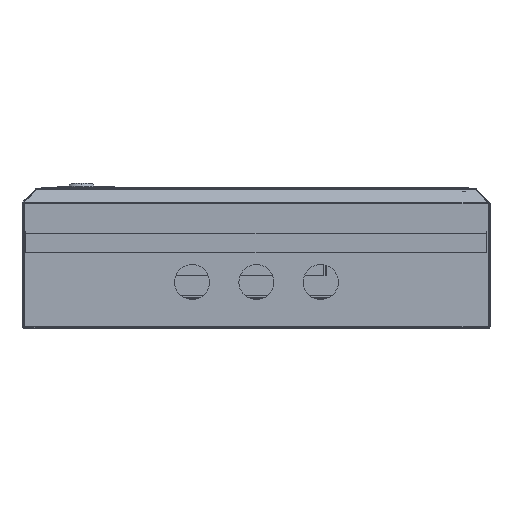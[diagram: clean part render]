
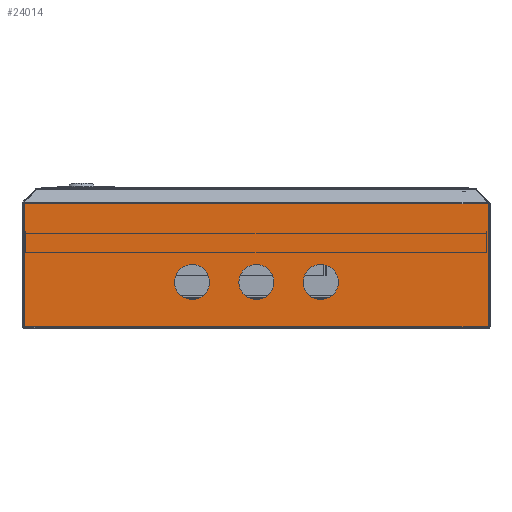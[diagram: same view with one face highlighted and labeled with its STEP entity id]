
A CAD part, front view. The second image highlights one B-rep face of the part: STEP entity #24014.
In plain terms, the highlighted planar face has unit normal (0, -1, 0).
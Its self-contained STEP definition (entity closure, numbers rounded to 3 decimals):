
#124 = VERTEX_POINT ( 'NONE', #8990 ) ;
#146 = CARTESIAN_POINT ( 'NONE',  ( -239.65, 0., 38.3 ) ) ;
#1028 = LINE ( 'NONE', #40670, #28899 ) ;
#2219 = EDGE_CURVE ( 'NONE', #9106, #19962, #24266, .T. ) ;
#2434 = VECTOR ( 'NONE', #42913, 1000. ) ;
#3527 = LINE ( 'NONE', #4596, #2434 ) ;
#4596 = CARTESIAN_POINT ( 'NONE',  ( 0., 0., 105.4 ) ) ;
#5942 = AXIS2_PLACEMENT_3D ( 'NONE', #32872, #11962, #36370 ) ;
#6277 = DIRECTION ( 'NONE',  ( 0., -1., 0. ) ) ;
#6517 = CARTESIAN_POINT ( 'NONE',  ( -184.65, 0., 38.3 ) ) ;
#7490 = ORIENTED_EDGE ( 'NONE', *, *, #20717, .F. ) ;
#8990 = CARTESIAN_POINT ( 'NONE',  ( -214.65, 0., 38.3 ) ) ;
#9106 = VERTEX_POINT ( 'NONE', #146 ) ;
#9127 = CARTESIAN_POINT ( 'NONE',  ( -397.6, 0., 105.4 ) ) ;
#9889 = ORIENTED_EDGE ( 'NONE', *, *, #23374, .F. ) ;
#11275 = DIRECTION ( 'NONE',  ( 0., -1., 0. ) ) ;
#11652 = CIRCLE ( 'NONE', #17491, 15. ) ;
#11962 = DIRECTION ( 'NONE',  ( 0., -1., 0. ) ) ;
#12389 = ORIENTED_EDGE ( 'NONE', *, *, #37622, .T. ) ;
#12460 = DIRECTION ( 'NONE',  ( 1., 0., 0. ) ) ;
#12615 = FACE_BOUND ( 'NONE', #33858, .T. ) ;
#12885 = ORIENTED_EDGE ( 'NONE', *, *, #35413, .F. ) ;
#13040 = VERTEX_POINT ( 'NONE', #20719 ) ;
#13226 = CIRCLE ( 'NONE', #34880, 15. ) ;
#14329 = EDGE_CURVE ( 'NONE', #27402, #124, #37270, .T. ) ;
#14614 = LINE ( 'NONE', #35954, #40279 ) ;
#14783 = CARTESIAN_POINT ( 'NONE',  ( -254.65, 0., 38.3 ) ) ;
#15069 = AXIS2_PLACEMENT_3D ( 'NONE', #16096, #40531, #19589 ) ;
#16096 = CARTESIAN_POINT ( 'NONE',  ( -254.65, 0., 38.3 ) ) ;
#16413 = FACE_BOUND ( 'NONE', #43445, .T. ) ;
#16526 = EDGE_CURVE ( 'NONE', #19698, #13040, #20817, .T. ) ;
#17491 = AXIS2_PLACEMENT_3D ( 'NONE', #14783, #39194, #18262 ) ;
#18262 = DIRECTION ( 'NONE',  ( -1., 0., 0. ) ) ;
#18306 = DIRECTION ( 'NONE',  ( 0., -1., 0. ) ) ;
#18344 = VERTEX_POINT ( 'NONE', #24685 ) ;
#19589 = DIRECTION ( 'NONE',  ( -1., 0., 0. ) ) ;
#19698 = VERTEX_POINT ( 'NONE', #22119 ) ;
#19715 = DIRECTION ( 'NONE',  ( 0., 0., -1. ) ) ;
#19962 = VERTEX_POINT ( 'NONE', #41787 ) ;
#20165 = VERTEX_POINT ( 'NONE', #25457 ) ;
#20717 = EDGE_CURVE ( 'NONE', #124, #27402, #36846, .T. ) ;
#20719 = CARTESIAN_POINT ( 'NONE',  ( -1.7, 0., 0. ) ) ;
#20817 = LINE ( 'NONE', #31804, #38268 ) ;
#22110 = DIRECTION ( 'NONE',  ( -1., 0., 0. ) ) ;
#22119 = CARTESIAN_POINT ( 'NONE',  ( -1.7, 0., 105.4 ) ) ;
#22835 = VERTEX_POINT ( 'NONE', #9127 ) ;
#23374 = EDGE_CURVE ( 'NONE', #18344, #20165, #13226, .T. ) ;
#23661 = ORIENTED_EDGE ( 'NONE', *, *, #2219, .F. ) ;
#24014 = ADVANCED_FACE ( 'NONE', ( #16413, #12615, #44299, #25746 ), #40248, .T. ) ;
#24266 = CIRCLE ( 'NONE', #15069, 15. ) ;
#24685 = CARTESIAN_POINT ( 'NONE',  ( -129.65, 0., 38.3 ) ) ;
#24818 = VERTEX_POINT ( 'NONE', #45046 ) ;
#25457 = CARTESIAN_POINT ( 'NONE',  ( -159.65, 0., 38.3 ) ) ;
#25746 = FACE_OUTER_BOUND ( 'NONE', #34047, .T. ) ;
#26365 = CARTESIAN_POINT ( 'NONE',  ( 0., 0., 105.4 ) ) ;
#27198 = CARTESIAN_POINT ( 'NONE',  ( -199.65, 0., 38.3 ) ) ;
#27402 = VERTEX_POINT ( 'NONE', #6517 ) ;
#28823 = ORIENTED_EDGE ( 'NONE', *, *, #16526, .F. ) ;
#28899 = VECTOR ( 'NONE', #19715, 1000. ) ;
#30261 = EDGE_LOOP ( 'NONE', ( #33869, #7490 ) ) ;
#30685 = DIRECTION ( 'NONE',  ( 1., 0., 0. ) ) ;
#31088 = EDGE_CURVE ( 'NONE', #22835, #24818, #1028, .T. ) ;
#31804 = CARTESIAN_POINT ( 'NONE',  ( -1.7, 0., 105.4 ) ) ;
#32188 = CARTESIAN_POINT ( 'NONE',  ( -144.65, 0., 38.3 ) ) ;
#32872 = CARTESIAN_POINT ( 'NONE',  ( -144.65, 0., 38.3 ) ) ;
#33335 = DIRECTION ( 'NONE',  ( 0., -1., 0. ) ) ;
#33858 = EDGE_LOOP ( 'NONE', ( #9889, #42693 ) ) ;
#33869 = ORIENTED_EDGE ( 'NONE', *, *, #14329, .F. ) ;
#34047 = EDGE_LOOP ( 'NONE', ( #12885, #28823, #12389, #44481 ) ) ;
#34815 = ORIENTED_EDGE ( 'NONE', *, *, #38021, .F. ) ;
#34880 = AXIS2_PLACEMENT_3D ( 'NONE', #32188, #11275, #35671 ) ;
#35413 = EDGE_CURVE ( 'NONE', #13040, #24818, #14614, .T. ) ;
#35671 = DIRECTION ( 'NONE',  ( 1., 0., 0. ) ) ;
#35954 = CARTESIAN_POINT ( 'NONE',  ( 0., 0., 0. ) ) ;
#36370 = DIRECTION ( 'NONE',  ( 1., 0., 0. ) ) ;
#36846 = CIRCLE ( 'NONE', #41304, 15. ) ;
#37270 = CIRCLE ( 'NONE', #40941, 15. ) ;
#37622 = EDGE_CURVE ( 'NONE', #19698, #22835, #3527, .T. ) ;
#38021 = EDGE_CURVE ( 'NONE', #19962, #9106, #11652, .T. ) ;
#38268 = VECTOR ( 'NONE', #42375, 1000. ) ;
#39194 = DIRECTION ( 'NONE',  ( 0., -1., 0. ) ) ;
#39235 = CARTESIAN_POINT ( 'NONE',  ( -199.65, 0., 38.3 ) ) ;
#40248 = PLANE ( 'NONE',  #41694 ) ;
#40279 = VECTOR ( 'NONE', #22110, 1000. ) ;
#40531 = DIRECTION ( 'NONE',  ( 0., -1., 0. ) ) ;
#40670 = CARTESIAN_POINT ( 'NONE',  ( -397.6, 0., 105.4 ) ) ;
#40941 = AXIS2_PLACEMENT_3D ( 'NONE', #39235, #18306, #42761 ) ;
#41304 = AXIS2_PLACEMENT_3D ( 'NONE', #27198, #6277, #30685 ) ;
#41694 = AXIS2_PLACEMENT_3D ( 'NONE', #26365, #33335, #12460 ) ;
#41787 = CARTESIAN_POINT ( 'NONE',  ( -269.65, 0., 38.3 ) ) ;
#41906 = EDGE_CURVE ( 'NONE', #20165, #18344, #42456, .T. ) ;
#42375 = DIRECTION ( 'NONE',  ( 0., 0., -1. ) ) ;
#42456 = CIRCLE ( 'NONE', #5942, 15. ) ;
#42693 = ORIENTED_EDGE ( 'NONE', *, *, #41906, .F. ) ;
#42761 = DIRECTION ( 'NONE',  ( 1., 0., 0. ) ) ;
#42913 = DIRECTION ( 'NONE',  ( -1., 0., 0. ) ) ;
#43445 = EDGE_LOOP ( 'NONE', ( #23661, #34815 ) ) ;
#44299 = FACE_BOUND ( 'NONE', #30261, .T. ) ;
#44481 = ORIENTED_EDGE ( 'NONE', *, *, #31088, .T. ) ;
#45046 = CARTESIAN_POINT ( 'NONE',  ( -397.6, 0., 0. ) ) ;
